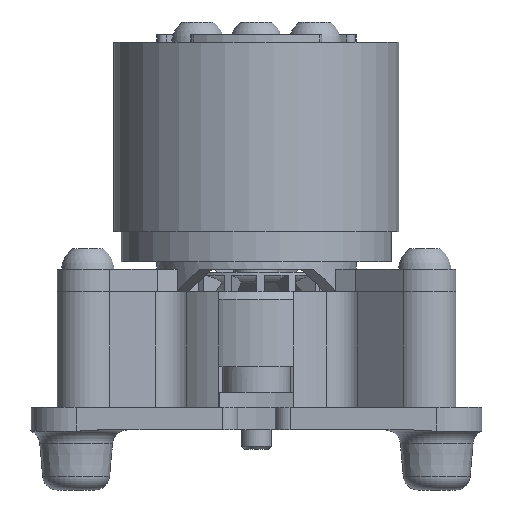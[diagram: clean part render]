
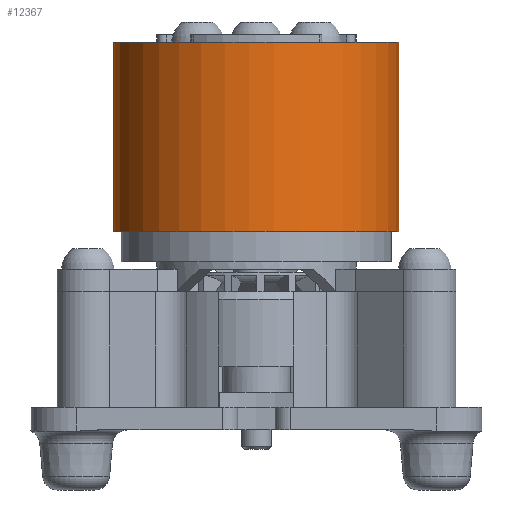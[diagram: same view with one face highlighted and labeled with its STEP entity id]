
A CAD part, front view. The second image highlights one B-rep face of the part: STEP entity #12367.
In plain terms, the highlighted cylindrical face has radius 9.5 mm (diameter 19 mm), a full revolution.
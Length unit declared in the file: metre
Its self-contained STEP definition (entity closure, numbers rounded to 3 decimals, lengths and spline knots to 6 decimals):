
#5581=ORIENTED_EDGE('',*,*,#7540,.T.);
#5582=ORIENTED_EDGE('',*,*,#7541,.F.);
#7540=EDGE_CURVE('',#8792,#8792,#9638,.T.);
#7541=EDGE_CURVE('',#8793,#8793,#9639,.T.);
#8792=VERTEX_POINT('',#23896);
#8793=VERTEX_POINT('',#23898);
#9638=CIRCLE('',#14917,0.0095);
#9639=CIRCLE('',#14918,0.0095);
#10474=EDGE_LOOP('',(#5581));
#10475=EDGE_LOOP('',(#5582));
#11385=FACE_BOUND('',#10474,.T.);
#11386=FACE_BOUND('',#10475,.T.);
#11684=CYLINDRICAL_SURFACE('',#14916,0.0095);
#12367=ADVANCED_FACE('',(#11385,#11386),#11684,.T.);
#14916=AXIS2_PLACEMENT_3D('',#23894,#18614,#18615);
#14917=AXIS2_PLACEMENT_3D('',#23895,#18616,#18617);
#14918=AXIS2_PLACEMENT_3D('',#23897,#18618,#18619);
#18614=DIRECTION('',(0.,0.,-1.));
#18615=DIRECTION('',(-1.,0.,0.));
#18616=DIRECTION('',(0.,0.,1.));
#18617=DIRECTION('',(1.,0.,0.));
#18618=DIRECTION('',(0.,0.,1.));
#18619=DIRECTION('',(1.,0.,0.));
#23894=CARTESIAN_POINT('',(0.,0.,0.0216));
#23895=CARTESIAN_POINT('',(0.,0.,0.0132));
#23896=CARTESIAN_POINT('',(0.0095,0.,0.0132));
#23897=CARTESIAN_POINT('',(0.,0.,0.0258));
#23898=CARTESIAN_POINT('',(0.0095,0.,0.0258));
